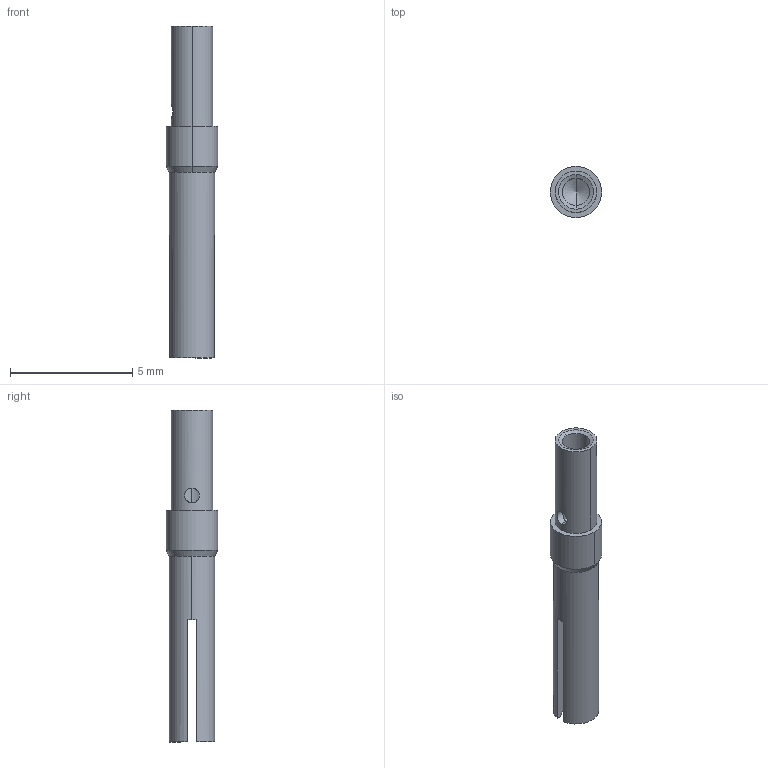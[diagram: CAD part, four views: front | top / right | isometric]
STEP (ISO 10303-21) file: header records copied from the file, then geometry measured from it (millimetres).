
FILE_DESCRIPTION(('CoCreate Modeling STEP Export'),'2;1');
FILE_NAME('CIVFD.stp','2010-06-04T 9:43:22',(''),(''),'CoCreate Modeling STEP processor for AP214 (Solid Model)','CoCreate Modeling 16.00A 16-Aug-2008 (C) Parametric Technology GmbH','');
FILE_SCHEMA(('AUTOMOTIVE_DESIGN { 1 0 10303 214 1 1 1 1 }'));
Length unit declared in the file: millimetre
Products named in the file (2): CIVFD
Assembly tree (1 placements, depth 2):
  CIVFD
    CIVFD
Bounding box: 2.1 x 2.1 x 13.6 mm (x, y, z)
Volume: 24.7 mm3; surface area: 122.9 mm2
Topology: 1 solids, 1 shells, 33 faces, 87 edges, 55 vertices
Faces by surface type: cylinder 12, plane 11, cone 10
Entity records: 1246 total; most frequent: CARTESIAN_POINT 216, ORIENTED_EDGE 170, DIRECTION 130, EDGE_CURVE 85, VERTEX_POINT 55, AXIS2_PLACEMENT_3D 45, VECTOR 40, LINE 40
